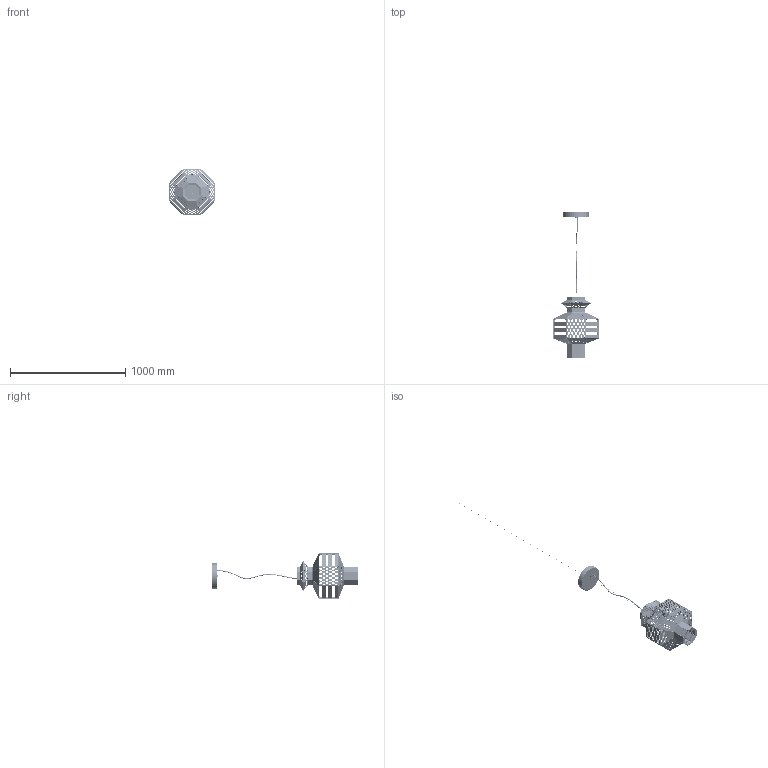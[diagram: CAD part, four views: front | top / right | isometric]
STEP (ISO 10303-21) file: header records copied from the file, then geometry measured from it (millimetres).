
FILE_DESCRIPTION (( 'STEP AP214' ), '1' );
FILE_NAME ('MA-ROCK T PE.STEP', '2021-07-22T06:58:50', ( 'Josep Sancho' ), ( '' ), 'SwSTEP 2.0', 'SolidWorks 2013', '' );
FILE_SCHEMA (( 'AUTOMOTIVE_DESIGN' ));
Length unit declared in the file: millimetre
Products named in the file (14): 017602700000 - CABLE ACERO INOX DIAM.1,2 X 2,5M CON TOPE 16; CONJUNTO FLORON MA-ROCK T PE; 054100500000 - TAPON GRAFILADO DIAM.12X10 T2; 060706300000 - REPULSADO DIAM.220X40MM T.10,25+T.12,5MM; 057605900143 - SOPORTE TECHO FLORON DIAM.195X32MM PROTEGIDO; 013100400006 - PASACABLES PVC NEGRO DIAM.17X7MM T.INTERIOR 9MM; 053101900000 - TAPA OCTOGONAL 140X2MM; 022100100102 - TUERCA DIN934 M3 ACERO ZINCADO; 056300200000 - CHAPA PUNZONADA DOBLADA MA-ROCK T PE; 061602500000 - ANILLO OCTOGONAL 159X2MM; MA-ROCK T PE; 012700800000 - BRIDA FIJACION ADHESIVA METALICA 10X19,5MM; 021615800000 - TORNILLO DIN912 M4X10 INOX; MANGUERA TEXTIL 3X0,75 PVC+PVC (varios colores, curvada)
Assembly tree (28 placements, depth 3):
  MA-ROCK T PE
    061602500000 - ANILLO OCTOGONAL 159X2MM  x2
    056300200000 - CHAPA PUNZONADA DOBLADA MA-ROCK T PE  x8
    022100100102 - TUERCA DIN934 M3 ACERO ZINCADO  x4
    053101900000 - TAPA OCTOGONAL 140X2MM
    013100400006 - PASACABLES PVC NEGRO DIAM.17X7MM T.INTERIOR 9MM
    CONJUNTO FLORON MA-ROCK T PE
      057605900143 - SOPORTE TECHO FLORON DIAM.195X32MM PROTEGIDO
      060706300000 - REPULSADO DIAM.220X40MM T.10,25+T.12,5MM
      054100500000 - TAPON GRAFILADO DIAM.12X10 T2
    017602700000 - CABLE ACERO INOX DIAM.1,2 X 2,5M CON TOPE 16
    MANGUERA TEXTIL 3X0,75 PVC+PVC (varios colores, curvada)
    021615800000 - TORNILLO DIN912 M4X10 INOX  x4
    012700800000 - BRIDA FIJACION ADHESIVA METALICA 10X19,5MM  x2
Bounding box: 392.34 x 2876.11 x 392.34 mm (x, y, z)
Volume: 711578.3 mm3; surface area: 1602305.5 mm2
Topology: 27 solids, 27 shells, 10030 faces, 28050 edges, 18128 vertices
Faces by surface type: cylinder 5893, plane 4087, cone 40, torus 8, bspline 2
Entity records: 59094 total; most frequent: DIRECTION 10412, CARTESIAN_POINT 10168, ORIENTED_EDGE 9716, EDGE_CURVE 4858, AXIS2_PLACEMENT_3D 3752, VERTEX_POINT 3156, VECTOR 2908, LINE 2908
